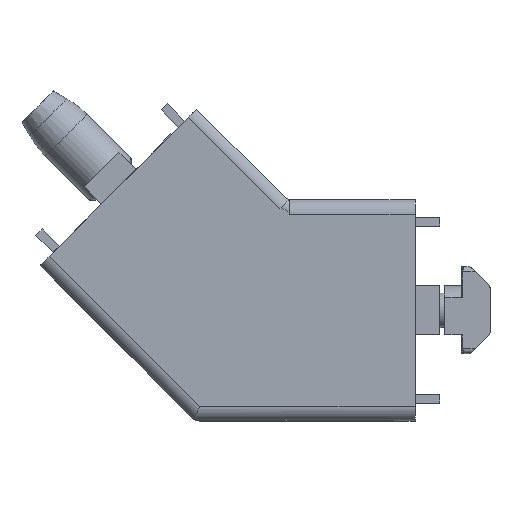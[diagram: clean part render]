
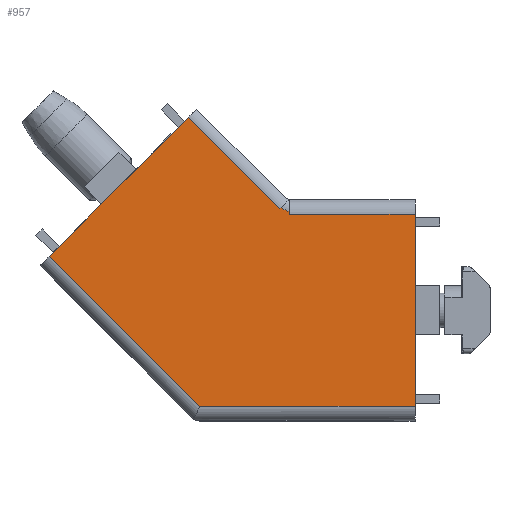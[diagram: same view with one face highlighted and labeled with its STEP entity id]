
A CAD part, left-side view. The second image highlights one B-rep face of the part: STEP entity #957.
In plain terms, the highlighted planar face has unit normal (-1, 0, 0).
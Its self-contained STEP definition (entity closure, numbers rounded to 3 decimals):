
#957=ADVANCED_FACE('',(#2137),#2138,.T.);
#2137=FACE_OUTER_BOUND('',#3514,.T.);
#2138=PLANE('',#3515);
#3514=EDGE_LOOP('',(#6476,#6477,#6478,#6479,#6480,#6481,#6482,#6483,#6484));
#3515=AXIS2_PLACEMENT_3D('',#6485,#6486,#6487);
#6476=ORIENTED_EDGE('',*,*,#9348,.F.);
#6477=ORIENTED_EDGE('',*,*,#9364,.F.);
#6478=ORIENTED_EDGE('',*,*,#9377,.T.);
#6479=ORIENTED_EDGE('',*,*,#9392,.T.);
#6480=ORIENTED_EDGE('',*,*,#9393,.F.);
#6481=ORIENTED_EDGE('',*,*,#9394,.F.);
#6482=ORIENTED_EDGE('',*,*,#9330,.T.);
#6483=ORIENTED_EDGE('',*,*,#9319,.F.);
#6484=ORIENTED_EDGE('',*,*,#9328,.T.);
#6485=CARTESIAN_POINT('',(-22.5,33.115,5.315));
#6486=DIRECTION('',(-1.0,0.0,0.0));
#6487=DIRECTION('',(0.0,0.0,1.0));
#9319=EDGE_CURVE('',#11533,#11536,#11537,.T.);
#9328=EDGE_CURVE('',#11533,#11549,#11551,.T.);
#9330=EDGE_CURVE('',#11553,#11536,#11554,.T.);
#9348=EDGE_CURVE('',#11581,#11549,#11584,.T.);
#9364=EDGE_CURVE('',#11611,#11581,#11613,.T.);
#9377=EDGE_CURVE('',#11611,#11631,#11633,.T.);
#9392=EDGE_CURVE('',#11631,#11654,#11655,.T.);
#9393=EDGE_CURVE('',#11656,#11654,#11657,.T.);
#9394=EDGE_CURVE('',#11553,#11656,#11658,.T.);
#11533=VERTEX_POINT('',#15510);
#11536=VERTEX_POINT('',#15526);
#11537=CIRCLE('',#15527,5.0);
#11549=VERTEX_POINT('',#15579);
#11551=LINE('',#15581,#15582);
#11553=VERTEX_POINT('',#15584);
#11554=LINE('',#15585,#15586);
#11581=VERTEX_POINT('',#15637);
#11584=LINE('',#15640,#15641);
#11611=VERTEX_POINT('',#15696);
#11613=LINE('',#15698,#15699);
#11631=VERTEX_POINT('',#15728);
#11633=LINE('',#15730,#15731);
#11654=VERTEX_POINT('',#15764);
#11655=LINE('',#15765,#15766);
#11656=VERTEX_POINT('',#15767);
#11657=LINE('',#15768,#15769);
#11658=LINE('',#15770,#15771);
#15510=CARTESIAN_POINT('',(-22.5,27.238,20.854));
#15526=CARTESIAN_POINT('',(-22.5,25.58,20.067));
#15527=AXIS2_PLACEMENT_3D('',#18807,#18808,#18809);
#15579=CARTESIAN_POINT('',(-22.5,27.506,20.586));
#15581=CARTESIAN_POINT('',(-22.5,53.166,-5.074));
#15582=VECTOR('',#18817,1.0);
#15584=CARTESIAN_POINT('',(-22.5,25.58,19.5));
#15585=CARTESIAN_POINT('',(-22.5,25.58,-16.499));
#15586=VECTOR('',#18818,1.0);
#15637=CARTESIAN_POINT('',(-22.5,46.09,39.17));
#15640=CARTESIAN_POINT('',(-22.5,37.353,30.432));
#15641=VECTOR('',#18844,1.0);
#15696=CARTESIAN_POINT('',(-22.5,74.274,10.987));
#15698=CARTESIAN_POINT('',(-22.5,76.2,9.06));
#15699=VECTOR('',#18862,1.0);
#15728=CARTESIAN_POINT('',(-22.5,43.787,-19.5));
#15730=CARTESIAN_POINT('',(-22.5,60.45,-2.837));
#15731=VECTOR('',#18879,1.0);
#15764=CARTESIAN_POINT('',(-22.5,0.0,-19.5));
#15765=CARTESIAN_POINT('',(-22.5,25.0,-19.5));
#15766=VECTOR('',#18897,1.0);
#15767=CARTESIAN_POINT('',(-22.5,0.0,19.5));
#15768=CARTESIAN_POINT('',(-22.5,0.0,22.5));
#15769=VECTOR('',#18898,1.0);
#15770=CARTESIAN_POINT('',(-22.5,12.79,19.5));
#15771=VECTOR('',#18899,1.0);
#18807=CARTESIAN_POINT('',(-22.5,24.3,24.9));
#18808=DIRECTION('',(-1.0,0.0,0.0));
#18809=DIRECTION('',(0.0,-0.0,1.0));
#18817=DIRECTION('',(0.0,0.707,-0.707));
#18818=DIRECTION('',(0.0,-0.0,1.0));
#18844=DIRECTION('',(-0.0,-0.707,-0.707));
#18862=DIRECTION('',(0.0,-0.707,0.707));
#18879=DIRECTION('',(-0.0,-0.707,-0.707));
#18897=DIRECTION('',(-0.0,-1.0,0.0));
#18898=DIRECTION('',(0.0,0.0,-1.0));
#18899=DIRECTION('',(-0.0,-1.0,0.0));
